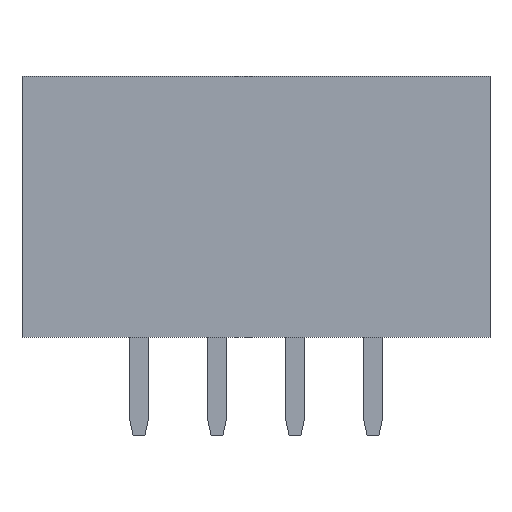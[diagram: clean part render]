
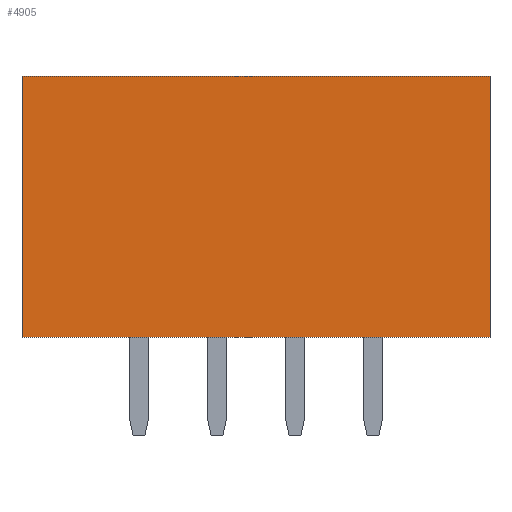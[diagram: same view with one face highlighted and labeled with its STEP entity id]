
A CAD part, front view. The second image highlights one B-rep face of the part: STEP entity #4905.
In plain terms, the highlighted planar face has unit normal (0, -1, 0).
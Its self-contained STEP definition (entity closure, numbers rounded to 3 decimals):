
#4905 = ADVANCED_FACE('',(#4906),#4920,.T.);
#4906 = FACE_BOUND('',#4907,.T.);
#4907 = EDGE_LOOP('',(#4908,#4943,#4971,#4999));
#4908 = ORIENTED_EDGE('',*,*,#4909,.T.);
#4909 = EDGE_CURVE('',#4910,#4912,#4914,.T.);
#4910 = VERTEX_POINT('',#4911);
#4911 = CARTESIAN_POINT('',(807.213,-641.485,
    -5.556));
#4912 = VERTEX_POINT('',#4913);
#4913 = CARTESIAN_POINT('',(822.453,-641.485,
    -5.556));
#4914 = SURFACE_CURVE('',#4915,(#4919,#4931),.PCURVE_S1.);
#4915 = LINE('',#4916,#4917);
#4916 = CARTESIAN_POINT('',(845.063,-641.485,
    -5.556));
#4917 = VECTOR('',#4918,1.);
#4918 = DIRECTION('',(1.,0.,0.));
#4919 = PCURVE('',#4920,#4925);
#4920 = PLANE('',#4921);
#4921 = AXIS2_PLACEMENT_3D('',#4922,#4923,#4924);
#4922 = CARTESIAN_POINT('',(845.063,-641.485,
    5.069));
#4923 = DIRECTION('',(0.,-1.,0.));
#4924 = DIRECTION('',(0.,0.,-1.));
#4925 = DEFINITIONAL_REPRESENTATION('',(#4926),#4930);
#4926 = LINE('',#4927,#4928);
#4927 = CARTESIAN_POINT('',(10.625,0.));
#4928 = VECTOR('',#4929,1.);
#4929 = DIRECTION('',(0.,1.));
#4930 = ( GEOMETRIC_REPRESENTATION_CONTEXT(2) 
PARAMETRIC_REPRESENTATION_CONTEXT() REPRESENTATION_CONTEXT('2D SPACE',''
  ) );
#4931 = PCURVE('',#4932,#4937);
#4932 = PLANE('',#4933);
#4933 = AXIS2_PLACEMENT_3D('',#4934,#4935,#4936);
#4934 = CARTESIAN_POINT('',(881.453,-639.585,
    -5.556));
#4935 = DIRECTION('',(0.,0.,-1.));
#4936 = DIRECTION('',(0.,1.,0.));
#4937 = DEFINITIONAL_REPRESENTATION('',(#4938),#4942);
#4938 = LINE('',#4939,#4940);
#4939 = CARTESIAN_POINT('',(-1.9,-36.39));
#4940 = VECTOR('',#4941,1.);
#4941 = DIRECTION('',(0.,1.));
#4942 = ( GEOMETRIC_REPRESENTATION_CONTEXT(2) 
PARAMETRIC_REPRESENTATION_CONTEXT() REPRESENTATION_CONTEXT('2D SPACE',''
  ) );
#4943 = ORIENTED_EDGE('',*,*,#4944,.T.);
#4944 = EDGE_CURVE('',#4912,#4945,#4947,.T.);
#4945 = VERTEX_POINT('',#4946);
#4946 = CARTESIAN_POINT('',(822.453,-641.485,
    2.944));
#4947 = SURFACE_CURVE('',#4948,(#4952,#4959),.PCURVE_S1.);
#4948 = LINE('',#4949,#4950);
#4949 = CARTESIAN_POINT('',(822.453,-641.485,
    0.819));
#4950 = VECTOR('',#4951,1.);
#4951 = DIRECTION('',(0.,0.,1.));
#4952 = PCURVE('',#4920,#4953);
#4953 = DEFINITIONAL_REPRESENTATION('',(#4954),#4958);
#4954 = LINE('',#4955,#4956);
#4955 = CARTESIAN_POINT('',(4.25,-22.61));
#4956 = VECTOR('',#4957,1.);
#4957 = DIRECTION('',(-1.,0.));
#4958 = ( GEOMETRIC_REPRESENTATION_CONTEXT(2) 
PARAMETRIC_REPRESENTATION_CONTEXT() REPRESENTATION_CONTEXT('2D SPACE',''
  ) );
#4959 = PCURVE('',#4960,#4965);
#4960 = PLANE('',#4961);
#4961 = AXIS2_PLACEMENT_3D('',#4962,#4963,#4964);
#4962 = CARTESIAN_POINT('',(822.453,-638.985,
    0.819));
#4963 = DIRECTION('',(-1.,0.,0.));
#4964 = DIRECTION('',(0.,0.,1.));
#4965 = DEFINITIONAL_REPRESENTATION('',(#4966),#4970);
#4966 = LINE('',#4967,#4968);
#4967 = CARTESIAN_POINT('',(0.,-2.5));
#4968 = VECTOR('',#4969,1.);
#4969 = DIRECTION('',(1.,0.));
#4970 = ( GEOMETRIC_REPRESENTATION_CONTEXT(2) 
PARAMETRIC_REPRESENTATION_CONTEXT() REPRESENTATION_CONTEXT('2D SPACE',''
  ) );
#4971 = ORIENTED_EDGE('',*,*,#4972,.T.);
#4972 = EDGE_CURVE('',#4945,#4973,#4975,.T.);
#4973 = VERTEX_POINT('',#4974);
#4974 = CARTESIAN_POINT('',(807.213,-641.485,
    2.944));
#4975 = SURFACE_CURVE('',#4976,(#4980,#4987),.PCURVE_S1.);
#4976 = LINE('',#4977,#4978);
#4977 = CARTESIAN_POINT('',(845.063,-641.485,
    2.944));
#4978 = VECTOR('',#4979,1.);
#4979 = DIRECTION('',(-1.,0.,0.));
#4980 = PCURVE('',#4920,#4981);
#4981 = DEFINITIONAL_REPRESENTATION('',(#4982),#4986);
#4982 = LINE('',#4983,#4984);
#4983 = CARTESIAN_POINT('',(2.125,0.));
#4984 = VECTOR('',#4985,1.);
#4985 = DIRECTION('',(0.,-1.));
#4986 = ( GEOMETRIC_REPRESENTATION_CONTEXT(2) 
PARAMETRIC_REPRESENTATION_CONTEXT() REPRESENTATION_CONTEXT('2D SPACE',''
  ) );
#4987 = PCURVE('',#4988,#4993);
#4988 = PLANE('',#4989);
#4989 = AXIS2_PLACEMENT_3D('',#4990,#4991,#4992);
#4990 = CARTESIAN_POINT('',(808.223,-638.485,
    2.944));
#4991 = DIRECTION('',(0.,0.,-1.));
#4992 = DIRECTION('',(-1.,0.,0.));
#4993 = DEFINITIONAL_REPRESENTATION('',(#4994),#4998);
#4994 = LINE('',#4995,#4996);
#4995 = CARTESIAN_POINT('',(-36.84,-3.));
#4996 = VECTOR('',#4997,1.);
#4997 = DIRECTION('',(1.,0.));
#4998 = ( GEOMETRIC_REPRESENTATION_CONTEXT(2) 
PARAMETRIC_REPRESENTATION_CONTEXT() REPRESENTATION_CONTEXT('2D SPACE',''
  ) );
#4999 = ORIENTED_EDGE('',*,*,#5000,.T.);
#5000 = EDGE_CURVE('',#4973,#4910,#5001,.T.);
#5001 = SURFACE_CURVE('',#5002,(#5006,#5013),.PCURVE_S1.);
#5002 = LINE('',#5003,#5004);
#5003 = CARTESIAN_POINT('',(807.213,-641.485,
    5.069));
#5004 = VECTOR('',#5005,1.);
#5005 = DIRECTION('',(0.,0.,-1.));
#5006 = PCURVE('',#4920,#5007);
#5007 = DEFINITIONAL_REPRESENTATION('',(#5008),#5012);
#5008 = LINE('',#5009,#5010);
#5009 = CARTESIAN_POINT('',(0.,-37.85));
#5010 = VECTOR('',#5011,1.);
#5011 = DIRECTION('',(1.,0.));
#5012 = ( GEOMETRIC_REPRESENTATION_CONTEXT(2) 
PARAMETRIC_REPRESENTATION_CONTEXT() REPRESENTATION_CONTEXT('2D SPACE',''
  ) );
#5013 = PCURVE('',#5014,#5019);
#5014 = PLANE('',#5015);
#5015 = AXIS2_PLACEMENT_3D('',#5016,#5017,#5018);
#5016 = CARTESIAN_POINT('',(807.213,-638.985,
    0.819));
#5017 = DIRECTION('',(1.,0.,0.));
#5018 = DIRECTION('',(0.,0.,-1.));
#5019 = DEFINITIONAL_REPRESENTATION('',(#5020),#5024);
#5020 = LINE('',#5021,#5022);
#5021 = CARTESIAN_POINT('',(-4.25,-2.5));
#5022 = VECTOR('',#5023,1.);
#5023 = DIRECTION('',(1.,0.));
#5024 = ( GEOMETRIC_REPRESENTATION_CONTEXT(2) 
PARAMETRIC_REPRESENTATION_CONTEXT() REPRESENTATION_CONTEXT('2D SPACE',''
  ) );
